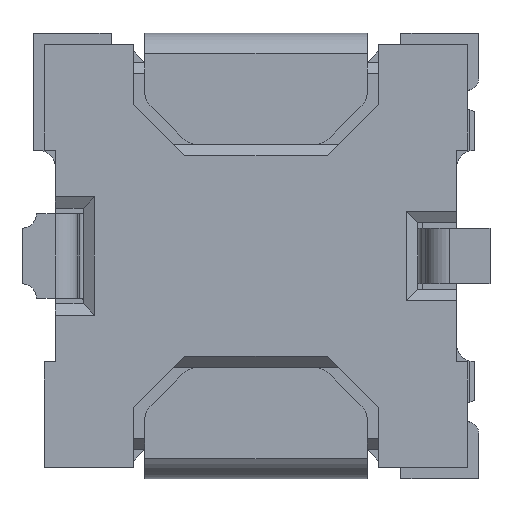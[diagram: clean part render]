
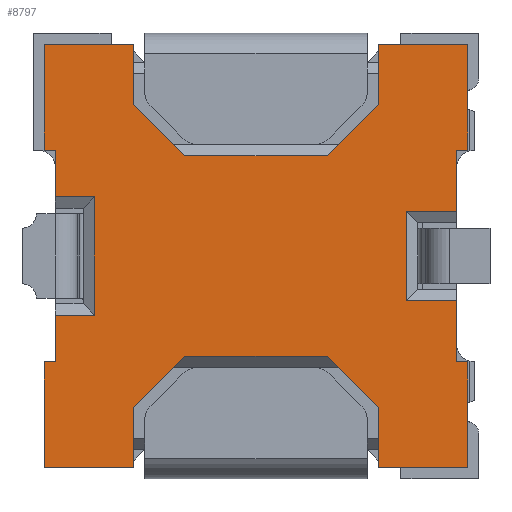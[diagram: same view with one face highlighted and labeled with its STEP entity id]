
A CAD part, front view. The second image highlights one B-rep face of the part: STEP entity #8797.
In plain terms, the highlighted planar face has unit normal (0, -1, 0).
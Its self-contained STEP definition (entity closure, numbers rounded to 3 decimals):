
#351=DIRECTION('',(-1.,0.,0.));
#352=VECTOR('',#351,0.175);
#353=CARTESIAN_POINT('',(-0.725,-0.34,-0.265));
#354=LINE('',#353,#352);
#363=DIRECTION('',(0.,0.,-1.));
#364=VECTOR('',#363,0.21);
#365=CARTESIAN_POINT('',(-0.9,-0.34,-0.265));
#366=LINE('',#365,#364);
#371=DIRECTION('',(0.,0.,-1.));
#372=VECTOR('',#371,0.21);
#373=CARTESIAN_POINT('',(-0.9,-0.34,0.475));
#374=LINE('',#373,#372);
#447=DIRECTION('',(0.,0.,1.));
#448=VECTOR('',#447,0.275);
#449=CARTESIAN_POINT('',(0.9,-0.34,0.2));
#450=LINE('',#449,#448);
#467=DIRECTION('',(0.,0.,1.));
#468=VECTOR('',#467,0.275);
#469=CARTESIAN_POINT('',(0.9,-0.34,-0.475));
#470=LINE('',#469,#468);
#1277=DIRECTION('',(1.,0.,0.));
#1278=VECTOR('',#1277,0.225);
#1279=CARTESIAN_POINT('',(0.675,-0.34,0.2));
#1280=LINE('',#1279,#1278);
#1289=DIRECTION('',(0.,0.,1.));
#1290=VECTOR('',#1289,0.4);
#1291=CARTESIAN_POINT('',(0.675,-0.34,-0.2));
#1292=LINE('',#1291,#1290);
#1293=DIRECTION('',(-1.,0.,0.));
#1294=VECTOR('',#1293,0.225);
#1295=CARTESIAN_POINT('',(0.9,-0.34,-0.2));
#1296=LINE('',#1295,#1294);
#1301=DIRECTION('',(0.707,0.,-0.707));
#1302=VECTOR('',#1301,0.324);
#1303=CARTESIAN_POINT('',(-0.55,-0.34,0.679));
#1304=LINE('',#1303,#1302);
#1305=DIRECTION('',(0.707,0.,0.707));
#1306=VECTOR('',#1305,0.324);
#1307=CARTESIAN_POINT('',(0.321,-0.34,0.449));
#1308=LINE('',#1307,#1306);
#1309=DIRECTION('',(-0.707,0.,0.707));
#1310=VECTOR('',#1309,0.324);
#1311=CARTESIAN_POINT('',(0.55,-0.34,-0.679));
#1312=LINE('',#1311,#1310);
#1313=DIRECTION('',(-0.707,0.,-0.707));
#1314=VECTOR('',#1313,0.324);
#1315=CARTESIAN_POINT('',(-0.321,-0.34,-0.449));
#1316=LINE('',#1315,#1314);
#1317=DIRECTION('',(1.,0.,0.));
#1318=VECTOR('',#1317,0.175);
#1319=CARTESIAN_POINT('',(-0.9,-0.34,0.265));
#1320=LINE('',#1319,#1318);
#1321=DIRECTION('',(0.,0.,-1.));
#1322=VECTOR('',#1321,0.53);
#1323=CARTESIAN_POINT('',(-0.725,-0.34,0.265));
#1324=LINE('',#1323,#1322);
#1377=DIRECTION('',(1.,0.,0.));
#1378=VECTOR('',#1377,0.05);
#1379=CARTESIAN_POINT('',(-0.95,-0.34,0.475));
#1380=LINE('',#1379,#1378);
#1532=DIRECTION('',(0.,0.,1.));
#1533=VECTOR('',#1532,0.475);
#1534=CARTESIAN_POINT('',(0.95,-0.34,0.475));
#1535=LINE('',#1534,#1533);
#1562=DIRECTION('',(1.,0.,0.));
#1563=VECTOR('',#1562,0.05);
#1564=CARTESIAN_POINT('',(0.9,-0.34,0.475));
#1565=LINE('',#1564,#1563);
#1627=DIRECTION('',(-1.,0.,0.));
#1628=VECTOR('',#1627,0.4);
#1629=CARTESIAN_POINT('',(0.95,-0.34,0.95));
#1630=LINE('',#1629,#1628);
#1647=DIRECTION('',(0.,0.,-1.));
#1648=VECTOR('',#1647,0.271);
#1649=CARTESIAN_POINT('',(0.55,-0.34,0.95));
#1650=LINE('',#1649,#1648);
#1905=DIRECTION('',(-1.,0.,0.));
#1906=VECTOR('',#1905,0.641);
#1907=CARTESIAN_POINT('',(0.321,-0.34,0.449));
#1908=LINE('',#1907,#1906);
#1929=DIRECTION('',(0.,0.,1.));
#1930=VECTOR('',#1929,0.271);
#1931=CARTESIAN_POINT('',(-0.55,-0.34,0.679));
#1932=LINE('',#1931,#1930);
#1957=DIRECTION('',(-1.,0.,0.));
#1958=VECTOR('',#1957,0.4);
#1959=CARTESIAN_POINT('',(-0.55,-0.34,0.95));
#1960=LINE('',#1959,#1958);
#2265=DIRECTION('',(0.,0.,-1.));
#2266=VECTOR('',#2265,0.475);
#2267=CARTESIAN_POINT('',(-0.95,-0.34,0.95));
#2268=LINE('',#2267,#2266);
#2332=DIRECTION('',(-1.,0.,0.));
#2333=VECTOR('',#2332,0.05);
#2334=CARTESIAN_POINT('',(-0.9,-0.34,-0.475));
#2335=LINE('',#2334,#2333);
#2348=DIRECTION('',(0.,0.,-1.));
#2349=VECTOR('',#2348,0.475);
#2350=CARTESIAN_POINT('',(-0.95,-0.34,-0.475));
#2351=LINE('',#2350,#2349);
#2360=DIRECTION('',(1.,0.,0.));
#2361=VECTOR('',#2360,0.4);
#2362=CARTESIAN_POINT('',(-0.95,-0.34,-0.95));
#2363=LINE('',#2362,#2361);
#2372=DIRECTION('',(0.,0.,1.));
#2373=VECTOR('',#2372,0.271);
#2374=CARTESIAN_POINT('',(-0.55,-0.34,-0.95));
#2375=LINE('',#2374,#2373);
#2797=DIRECTION('',(0.,0.,-1.));
#2798=VECTOR('',#2797,0.271);
#2799=CARTESIAN_POINT('',(0.55,-0.34,-0.679));
#2800=LINE('',#2799,#2798);
#2865=DIRECTION('',(1.,0.,0.));
#2866=VECTOR('',#2865,0.641);
#2867=CARTESIAN_POINT('',(-0.321,-0.34,-0.449));
#2868=LINE('',#2867,#2866);
#2881=DIRECTION('',(1.,0.,0.));
#2882=VECTOR('',#2881,0.4);
#2883=CARTESIAN_POINT('',(0.55,-0.34,-0.95));
#2884=LINE('',#2883,#2882);
#2903=DIRECTION('',(0.,0.,1.));
#2904=VECTOR('',#2903,0.475);
#2905=CARTESIAN_POINT('',(0.95,-0.34,-0.95));
#2906=LINE('',#2905,#2904);
#2923=DIRECTION('',(-1.,0.,0.));
#2924=VECTOR('',#2923,0.05);
#2925=CARTESIAN_POINT('',(0.95,-0.34,-0.475));
#2926=LINE('',#2925,#2924);
#5754=CARTESIAN_POINT('',(-0.55,-0.34,0.679));
#5755=CARTESIAN_POINT('',(-0.321,-0.34,0.449));
#5756=VERTEX_POINT('',#5754);
#5757=VERTEX_POINT('',#5755);
#5758=CARTESIAN_POINT('',(0.321,-0.34,0.449));
#5759=CARTESIAN_POINT('',(0.55,-0.34,0.679));
#5760=VERTEX_POINT('',#5758);
#5761=VERTEX_POINT('',#5759);
#5762=CARTESIAN_POINT('',(0.55,-0.34,-0.679));
#5763=CARTESIAN_POINT('',(0.55,-0.34,-0.95));
#5764=VERTEX_POINT('',#5762);
#5765=VERTEX_POINT('',#5763);
#5766=CARTESIAN_POINT('',(0.321,-0.34,-0.449));
#5767=VERTEX_POINT('',#5766);
#5768=CARTESIAN_POINT('',(-0.321,-0.34,-0.449));
#5769=VERTEX_POINT('',#5768);
#5770=CARTESIAN_POINT('',(-0.55,-0.34,-0.679));
#5771=VERTEX_POINT('',#5770);
#5772=CARTESIAN_POINT('',(-0.55,-0.34,-0.95));
#5773=VERTEX_POINT('',#5772);
#5774=CARTESIAN_POINT('',(-0.9,-0.34,0.265));
#5775=CARTESIAN_POINT('',(-0.725,-0.34,0.265));
#5776=VERTEX_POINT('',#5774);
#5777=VERTEX_POINT('',#5775);
#5785=CARTESIAN_POINT('',(-0.9,-0.34,-0.265));
#5787=VERTEX_POINT('',#5785);
#5788=CARTESIAN_POINT('',(-0.9,-0.34,-0.475));
#5789=VERTEX_POINT('',#5788);
#5794=CARTESIAN_POINT('',(-0.9,-0.34,0.475));
#5795=VERTEX_POINT('',#5794);
#5946=CARTESIAN_POINT('',(0.55,-0.34,0.95));
#5947=VERTEX_POINT('',#5946);
#5964=CARTESIAN_POINT('',(-0.55,-0.34,0.95));
#5965=VERTEX_POINT('',#5964);
#5976=CARTESIAN_POINT('',(-0.95,-0.34,0.95));
#5977=VERTEX_POINT('',#5976);
#5980=CARTESIAN_POINT('',(-0.95,-0.34,0.475));
#5981=VERTEX_POINT('',#5980);
#5984=CARTESIAN_POINT('',(0.95,-0.34,0.95));
#5985=VERTEX_POINT('',#5984);
#5988=CARTESIAN_POINT('',(0.95,-0.34,0.475));
#5989=VERTEX_POINT('',#5988);
#5992=CARTESIAN_POINT('',(0.9,-0.34,0.475));
#5993=VERTEX_POINT('',#5992);
#6002=CARTESIAN_POINT('',(0.9,-0.34,0.2));
#6003=VERTEX_POINT('',#6002);
#6006=CARTESIAN_POINT('',(0.9,-0.34,-0.475));
#6007=CARTESIAN_POINT('',(0.9,-0.34,-0.2));
#6008=VERTEX_POINT('',#6006);
#6009=VERTEX_POINT('',#6007);
#6504=CARTESIAN_POINT('',(-0.725,-0.34,-0.265));
#6505=VERTEX_POINT('',#6504);
#6512=CARTESIAN_POINT('',(0.675,-0.34,-0.2));
#6513=VERTEX_POINT('',#6512);
#6514=CARTESIAN_POINT('',(0.675,-0.34,0.2));
#6515=VERTEX_POINT('',#6514);
#6665=CARTESIAN_POINT('',(0.95,-0.34,-0.475));
#6666=VERTEX_POINT('',#6665);
#6669=CARTESIAN_POINT('',(0.95,-0.34,-0.95));
#6670=VERTEX_POINT('',#6669);
#6739=CARTESIAN_POINT('',(-0.95,-0.34,-0.95));
#6740=VERTEX_POINT('',#6739);
#6741=CARTESIAN_POINT('',(-0.95,-0.34,-0.475));
#6742=VERTEX_POINT('',#6741);
#8734=CARTESIAN_POINT('',(0.,-0.34,0.));
#8735=DIRECTION('',(0.,1.,0.));
#8736=DIRECTION('',(1.,0.,0.));
#8737=AXIS2_PLACEMENT_3D('',#8734,#8735,#8736);
#8738=PLANE('',#8737);
#8740=ORIENTED_EDGE('',*,*,#8739,.F.);
#8741=ORIENTED_EDGE('',*,*,#7406,.F.);
#8743=ORIENTED_EDGE('',*,*,#8742,.F.);
#8745=ORIENTED_EDGE('',*,*,#8744,.F.);
#8747=ORIENTED_EDGE('',*,*,#8746,.F.);
#8749=ORIENTED_EDGE('',*,*,#8748,.F.);
#8751=ORIENTED_EDGE('',*,*,#8750,.T.);
#8753=ORIENTED_EDGE('',*,*,#8752,.F.);
#8755=ORIENTED_EDGE('',*,*,#8754,.T.);
#8757=ORIENTED_EDGE('',*,*,#8756,.F.);
#8759=ORIENTED_EDGE('',*,*,#8758,.F.);
#8761=ORIENTED_EDGE('',*,*,#8760,.F.);
#8763=ORIENTED_EDGE('',*,*,#8762,.F.);
#8764=ORIENTED_EDGE('',*,*,#7535,.F.);
#8765=ORIENTED_EDGE('',*,*,#8702,.F.);
#8766=ORIENTED_EDGE('',*,*,#8715,.F.);
#8767=ORIENTED_EDGE('',*,*,#8727,.F.);
#8768=ORIENTED_EDGE('',*,*,#7551,.F.);
#8770=ORIENTED_EDGE('',*,*,#8769,.F.);
#8772=ORIENTED_EDGE('',*,*,#8771,.F.);
#8774=ORIENTED_EDGE('',*,*,#8773,.F.);
#8776=ORIENTED_EDGE('',*,*,#8775,.F.);
#8778=ORIENTED_EDGE('',*,*,#8777,.T.);
#8780=ORIENTED_EDGE('',*,*,#8779,.F.);
#8782=ORIENTED_EDGE('',*,*,#8781,.T.);
#8784=ORIENTED_EDGE('',*,*,#8783,.F.);
#8786=ORIENTED_EDGE('',*,*,#8785,.F.);
#8788=ORIENTED_EDGE('',*,*,#8787,.F.);
#8790=ORIENTED_EDGE('',*,*,#8789,.F.);
#8791=ORIENTED_EDGE('',*,*,#7392,.F.);
#8792=ORIENTED_EDGE('',*,*,#7376,.F.);
#8794=ORIENTED_EDGE('',*,*,#8793,.F.);
#8795=EDGE_LOOP('',(#8740,#8741,#8743,#8745,#8747,#8749,#8751,#8753,#8755,#8757,
#8759,#8761,#8763,#8764,#8765,#8766,#8767,#8768,#8770,#8772,#8774,#8776,#8778,
#8780,#8782,#8784,#8786,#8788,#8790,#8791,#8792,#8794));
#8796=FACE_OUTER_BOUND('',#8795,.F.);
#8797=ADVANCED_FACE('',(#8796),#8738,.F.);
#7376=EDGE_CURVE('',#6505,#5787,#354,.T.);
#7392=EDGE_CURVE('',#5787,#5789,#366,.T.);
#7406=EDGE_CURVE('',#5795,#5776,#374,.T.);
#7535=EDGE_CURVE('',#6003,#5993,#450,.T.);
#7551=EDGE_CURVE('',#6008,#6009,#470,.T.);
#8702=EDGE_CURVE('',#6515,#6003,#1280,.T.);
#8715=EDGE_CURVE('',#6513,#6515,#1292,.T.);
#8727=EDGE_CURVE('',#6009,#6513,#1296,.T.);
#8739=EDGE_CURVE('',#5776,#5777,#1320,.T.);
#8742=EDGE_CURVE('',#5981,#5795,#1380,.T.);
#8744=EDGE_CURVE('',#5977,#5981,#2268,.T.);
#8746=EDGE_CURVE('',#5965,#5977,#1960,.T.);
#8748=EDGE_CURVE('',#5756,#5965,#1932,.T.);
#8750=EDGE_CURVE('',#5756,#5757,#1304,.T.);
#8752=EDGE_CURVE('',#5760,#5757,#1908,.T.);
#8754=EDGE_CURVE('',#5760,#5761,#1308,.T.);
#8756=EDGE_CURVE('',#5947,#5761,#1650,.T.);
#8758=EDGE_CURVE('',#5985,#5947,#1630,.T.);
#8760=EDGE_CURVE('',#5989,#5985,#1535,.T.);
#8762=EDGE_CURVE('',#5993,#5989,#1565,.T.);
#8769=EDGE_CURVE('',#6666,#6008,#2926,.T.);
#8771=EDGE_CURVE('',#6670,#6666,#2906,.T.);
#8773=EDGE_CURVE('',#5765,#6670,#2884,.T.);
#8775=EDGE_CURVE('',#5764,#5765,#2800,.T.);
#8777=EDGE_CURVE('',#5764,#5767,#1312,.T.);
#8779=EDGE_CURVE('',#5769,#5767,#2868,.T.);
#8781=EDGE_CURVE('',#5769,#5771,#1316,.T.);
#8783=EDGE_CURVE('',#5773,#5771,#2375,.T.);
#8785=EDGE_CURVE('',#6740,#5773,#2363,.T.);
#8787=EDGE_CURVE('',#6742,#6740,#2351,.T.);
#8789=EDGE_CURVE('',#5789,#6742,#2335,.T.);
#8793=EDGE_CURVE('',#5777,#6505,#1324,.T.);
